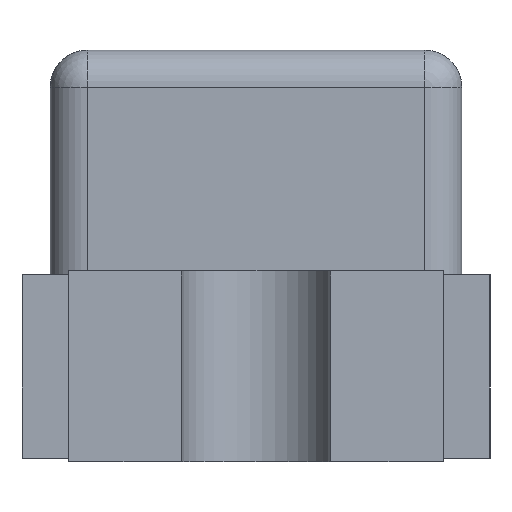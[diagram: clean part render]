
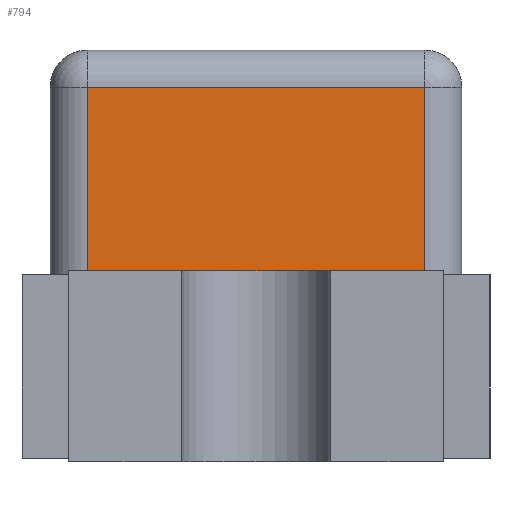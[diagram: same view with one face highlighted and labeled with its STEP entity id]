
A CAD part, left-side view. The second image highlights one B-rep face of the part: STEP entity #794.
In plain terms, the highlighted planar face has unit normal (-1, 0, 0).
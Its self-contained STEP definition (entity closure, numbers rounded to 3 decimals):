
#41=PLANE('',#866);
#75=FACE_OUTER_BOUND('',#117,.T.);
#117=EDGE_LOOP('',(#666,#667,#668,#669));
#190=LINE('',#1239,#274);
#191=LINE('',#1245,#275);
#205=LINE('',#1289,#289);
#206=LINE('',#1292,#290);
#274=VECTOR('',#995,1000.);
#275=VECTOR('',#1002,1000.);
#289=VECTOR('',#1052,1000.);
#290=VECTOR('',#1057,1000.);
#370=VERTEX_POINT('',#1236);
#371=VERTEX_POINT('',#1238);
#373=VERTEX_POINT('',#1244);
#385=VERTEX_POINT('',#1287);
#455=EDGE_CURVE('',#371,#370,#190,.T.);
#458=EDGE_CURVE('',#371,#373,#191,.T.);
#481=EDGE_CURVE('',#385,#370,#205,.T.);
#482=EDGE_CURVE('',#385,#373,#206,.T.);
#666=ORIENTED_EDGE('',*,*,#455,.T.);
#667=ORIENTED_EDGE('',*,*,#481,.F.);
#668=ORIENTED_EDGE('',*,*,#482,.T.);
#669=ORIENTED_EDGE('',*,*,#458,.F.);
#794=ADVANCED_FACE('',(#75),#41,.T.);
#866=AXIS2_PLACEMENT_3D('',#1291,#1055,#1056);
#995=DIRECTION('',(0.,-1.,0.));
#1002=DIRECTION('',(0.,0.,1.));
#1052=DIRECTION('',(0.,0.,-1.));
#1055=DIRECTION('center_axis',(-1.,0.,0.));
#1056=DIRECTION('ref_axis',(0.,-1.,0.));
#1057=DIRECTION('',(0.,1.,0.));
#1236=CARTESIAN_POINT('',(-0.65,-0.45,0.51));
#1238=CARTESIAN_POINT('',(-0.65,0.45,0.51));
#1239=CARTESIAN_POINT('',(-0.65,0.5,0.51));
#1244=CARTESIAN_POINT('',(-0.65,0.45,1.));
#1245=CARTESIAN_POINT('',(-0.65,0.45,0.));
#1287=CARTESIAN_POINT('',(-0.65,-0.45,1.));
#1289=CARTESIAN_POINT('',(-0.65,-0.45,0.));
#1291=CARTESIAN_POINT('Origin',(-0.65,0.55,0.));
#1292=CARTESIAN_POINT('',(-0.65,0.55,1.));
